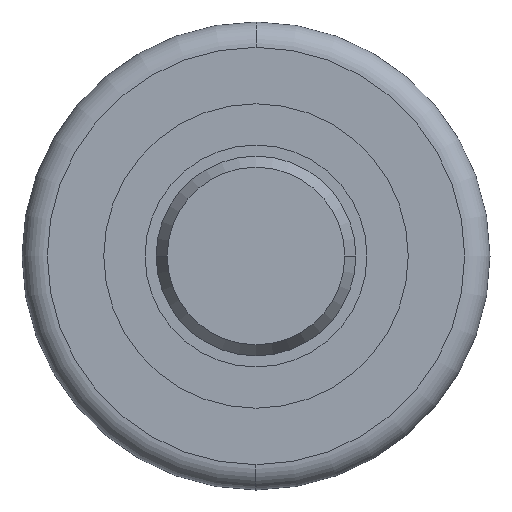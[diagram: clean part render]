
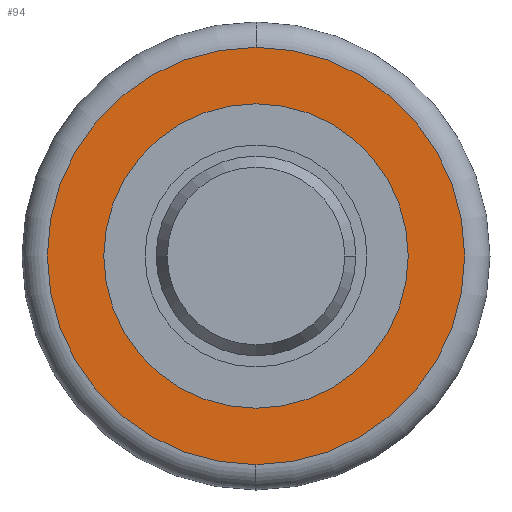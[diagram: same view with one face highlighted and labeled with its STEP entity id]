
A CAD part, left-side view. The second image highlights one B-rep face of the part: STEP entity #94.
In plain terms, the highlighted planar face has unit normal (-1, 0, 0).
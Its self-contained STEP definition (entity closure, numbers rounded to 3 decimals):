
#94=ADVANCED_FACE('',(#145,#146),#147,.T.);
#145=FACE_OUTER_BOUND('',#211,.T.);
#146=FACE_BOUND('',#212,.T.);
#147=PLANE('',#213);
#211=EDGE_LOOP('',(#381,#382,#383));
#212=EDGE_LOOP('',(#384,#385));
#213=AXIS2_PLACEMENT_3D('',#386,#387,#388);
#381=ORIENTED_EDGE('',*,*,#492,.T.);
#382=ORIENTED_EDGE('',*,*,#537,.T.);
#383=ORIENTED_EDGE('',*,*,#493,.T.);
#384=ORIENTED_EDGE('',*,*,#479,.T.);
#385=ORIENTED_EDGE('',*,*,#538,.T.);
#386=CARTESIAN_POINT('',(9.0,16.45,0.));
#387=DIRECTION('',(-1.0,0.,0.));
#388=DIRECTION('',(0.,1.0,0.));
#479=EDGE_CURVE('',#549,#553,#555,.T.);
#492=EDGE_CURVE('',#581,#579,#582,.T.);
#493=EDGE_CURVE('',#573,#581,#583,.T.);
#537=EDGE_CURVE('',#579,#573,#656,.T.);
#538=EDGE_CURVE('',#553,#549,#657,.T.);
#549=VERTEX_POINT('',#668);
#553=VERTEX_POINT('',#673);
#555=CIRCLE('',#676,24.0);
#573=VERTEX_POINT('',#698);
#579=VERTEX_POINT('',#704);
#581=VERTEX_POINT('',#706);
#582=CIRCLE('',#707,32.9);
#583=CIRCLE('',#708,32.9);
#656=CIRCLE('',#932,32.9);
#657=CIRCLE('',#933,24.0);
#668=CARTESIAN_POINT('',(9.0,0.0,-24.0));
#673=CARTESIAN_POINT('',(9.0,0.,24.0));
#676=AXIS2_PLACEMENT_3D('',#948,#949,#950);
#698=CARTESIAN_POINT('',(9.,0.,32.9));
#704=CARTESIAN_POINT('',(9.0,0.,-32.9));
#706=CARTESIAN_POINT('',(9.0,32.9,0.));
#707=AXIS2_PLACEMENT_3D('',#979,#980,#981);
#708=AXIS2_PLACEMENT_3D('',#982,#983,#984);
#932=AXIS2_PLACEMENT_3D('',#1064,#1065,#1066);
#933=AXIS2_PLACEMENT_3D('',#1067,#1068,#1069);
#948=CARTESIAN_POINT('',(9.0,0.0,0.0));
#949=DIRECTION('',(1.0,0.0,0.0));
#950=DIRECTION('',(0.0,0.0,-1.0));
#979=CARTESIAN_POINT('',(9.0,0.0,0.));
#980=DIRECTION('',(-1.0,0.0,0.));
#981=DIRECTION('',(0.0,1.0,0.0));
#982=CARTESIAN_POINT('',(9.0,0.0,0.));
#983=DIRECTION('',(-1.0,0.0,0.));
#984=DIRECTION('',(0.0,1.0,0.0));
#1064=CARTESIAN_POINT('',(9.0,0.0,0.));
#1065=DIRECTION('',(-1.0,0.0,0.));
#1066=DIRECTION('',(0.0,1.0,0.0));
#1067=CARTESIAN_POINT('',(9.0,0.0,0.0));
#1068=DIRECTION('',(1.0,0.0,0.0));
#1069=DIRECTION('',(0.0,0.0,-1.0));
